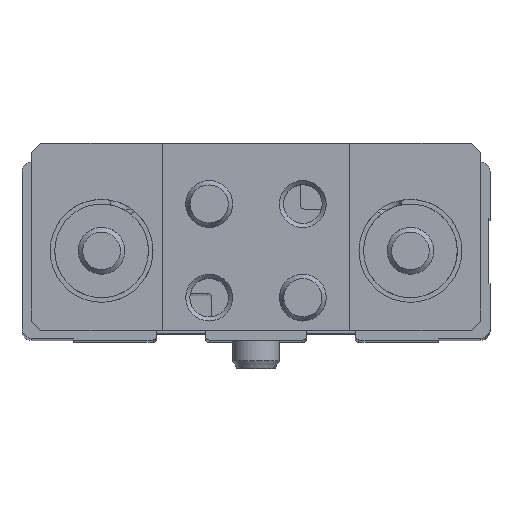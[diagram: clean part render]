
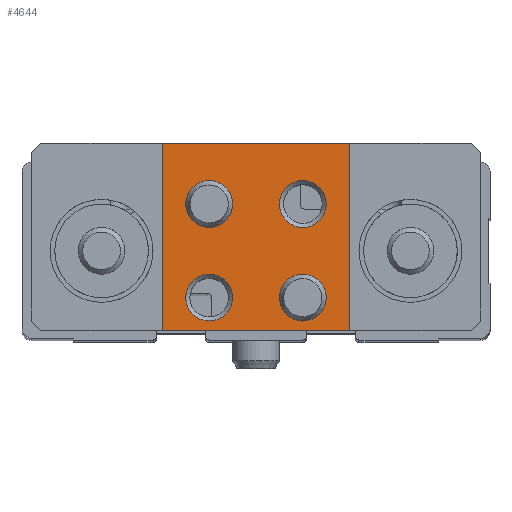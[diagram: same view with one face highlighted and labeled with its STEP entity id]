
A CAD part, top view. The second image highlights one B-rep face of the part: STEP entity #4644.
In plain terms, the highlighted planar face has unit normal (0, 0, 1).
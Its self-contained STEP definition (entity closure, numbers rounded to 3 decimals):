
#151=PLANE('',#5175);
#496=CIRCLE('',#5176,2.5);
#497=CIRCLE('',#5177,2.5);
#498=CIRCLE('',#5178,2.5);
#499=CIRCLE('',#5179,2.5);
#1350=ORIENTED_EDGE('',*,*,#2222,.T.);
#1351=ORIENTED_EDGE('',*,*,#2223,.T.);
#1352=ORIENTED_EDGE('',*,*,#2224,.T.);
#1353=ORIENTED_EDGE('',*,*,#2225,.T.);
#1354=ORIENTED_EDGE('',*,*,#2213,.T.);
#1355=ORIENTED_EDGE('',*,*,#2226,.T.);
#1356=ORIENTED_EDGE('',*,*,#2205,.T.);
#1357=ORIENTED_EDGE('',*,*,#2227,.T.);
#2205=EDGE_CURVE('',#2705,#2712,#3068,.T.);
#2213=EDGE_CURVE('',#2721,#2720,#3076,.T.);
#2222=EDGE_CURVE('',#2729,#2729,#496,.T.);
#2223=EDGE_CURVE('',#2730,#2730,#497,.T.);
#2224=EDGE_CURVE('',#2731,#2731,#498,.T.);
#2225=EDGE_CURVE('',#2732,#2732,#499,.T.);
#2226=EDGE_CURVE('',#2720,#2705,#3085,.T.);
#2227=EDGE_CURVE('',#2712,#2721,#3086,.T.);
#2705=VERTEX_POINT('',#7841);
#2712=VERTEX_POINT('',#7854);
#2720=VERTEX_POINT('',#7872);
#2721=VERTEX_POINT('',#7874);
#2729=VERTEX_POINT('',#7893);
#2730=VERTEX_POINT('',#7895);
#2731=VERTEX_POINT('',#7897);
#2732=VERTEX_POINT('',#7899);
#3068=LINE('',#7855,#3369);
#3076=LINE('',#7873,#3377);
#3085=LINE('',#7900,#3386);
#3086=LINE('',#7901,#3387);
#3369=VECTOR('',#6297,1000.);
#3377=VECTOR('',#6309,1000.);
#3386=VECTOR('',#6330,1000.);
#3387=VECTOR('',#6331,1000.);
#3687=EDGE_LOOP('',(#1350));
#3688=EDGE_LOOP('',(#1351));
#3689=EDGE_LOOP('',(#1352));
#3690=EDGE_LOOP('',(#1353));
#3691=EDGE_LOOP('',(#1354,#1355,#1356,#1357));
#4160=FACE_BOUND('',#3687,.T.);
#4161=FACE_BOUND('',#3688,.T.);
#4162=FACE_BOUND('',#3689,.T.);
#4163=FACE_BOUND('',#3690,.T.);
#4164=FACE_BOUND('',#3691,.T.);
#4644=ADVANCED_FACE('',(#4160,#4161,#4162,#4163,#4164),#151,.T.);
#5175=AXIS2_PLACEMENT_3D('',#7891,#6320,#6321);
#5176=AXIS2_PLACEMENT_3D('',#7892,#6322,#6323);
#5177=AXIS2_PLACEMENT_3D('',#7894,#6324,#6325);
#5178=AXIS2_PLACEMENT_3D('',#7896,#6326,#6327);
#5179=AXIS2_PLACEMENT_3D('',#7898,#6328,#6329);
#6297=DIRECTION('',(-1.,0.,0.));
#6309=DIRECTION('',(1.,0.,0.));
#6320=DIRECTION('',(0.,0.,1.));
#6321=DIRECTION('',(1.,0.,0.));
#6322=DIRECTION('',(0.,0.,-1.));
#6323=DIRECTION('',(-1.,0.,0.));
#6324=DIRECTION('',(0.,0.,-1.));
#6325=DIRECTION('',(-1.,0.,0.));
#6326=DIRECTION('',(0.,0.,-1.));
#6327=DIRECTION('',(-1.,0.,0.));
#6328=DIRECTION('',(0.,0.,-1.));
#6329=DIRECTION('',(-1.,0.,0.));
#6330=DIRECTION('',(0.,1.,0.));
#6331=DIRECTION('',(0.,-1.,0.));
#7841=CARTESIAN_POINT('',(10.,11.5,18.));
#7854=CARTESIAN_POINT('',(-10.,11.5,18.));
#7855=CARTESIAN_POINT('',(24.,11.5,18.));
#7872=CARTESIAN_POINT('',(10.,-8.5,18.));
#7873=CARTESIAN_POINT('',(-24.,-8.5,18.));
#7874=CARTESIAN_POINT('',(-10.,-8.5,18.));
#7891=CARTESIAN_POINT('',(0.,0.,18.));
#7892=CARTESIAN_POINT('',(-5.,-5.,18.));
#7893=CARTESIAN_POINT('',(-7.5,-5.,18.));
#7894=CARTESIAN_POINT('',(-5.,5.,18.));
#7895=CARTESIAN_POINT('',(-7.5,5.,18.));
#7896=CARTESIAN_POINT('',(5.,-5.,18.));
#7897=CARTESIAN_POINT('',(2.5,-5.,18.));
#7898=CARTESIAN_POINT('',(5.,5.,18.));
#7899=CARTESIAN_POINT('',(2.5,5.,18.));
#7900=CARTESIAN_POINT('',(10.,0.,18.));
#7901=CARTESIAN_POINT('',(-10.,0.,18.));
